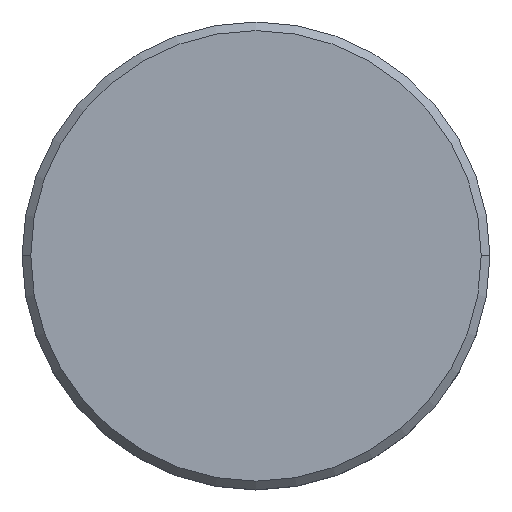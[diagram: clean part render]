
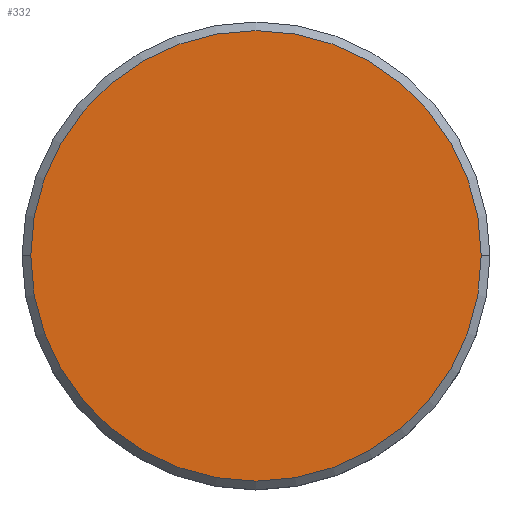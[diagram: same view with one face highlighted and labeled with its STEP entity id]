
A CAD part, top view. The second image highlights one B-rep face of the part: STEP entity #332.
In plain terms, the highlighted planar face has unit normal (0, 0, 1).
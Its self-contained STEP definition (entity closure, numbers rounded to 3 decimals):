
#2 = DIRECTION ( 'NONE',  ( 0., 0., 1. ) ) ;
#9 = ORIENTED_EDGE ( 'NONE', *, *, #96, .T. ) ;
#48 = PLANE ( 'NONE',  #264 ) ;
#88 = DIRECTION ( 'NONE',  ( 1., 0., 0. ) ) ;
#96 = EDGE_CURVE ( 'NONE', #140, #324, #188, .T. ) ;
#139 = EDGE_LOOP ( 'NONE', ( #9, #470 ) ) ;
#140 = VERTEX_POINT ( 'NONE', #193 ) ;
#188 = CIRCLE ( 'NONE', #303, 13. ) ;
#193 = CARTESIAN_POINT ( 'NONE',  ( -13., 0., 0. ) ) ;
#206 = EDGE_CURVE ( 'NONE', #324, #140, #223, .T. ) ;
#223 = CIRCLE ( 'NONE', #346, 13. ) ;
#264 = AXIS2_PLACEMENT_3D ( 'NONE', #339, #380, #464 ) ;
#276 = CARTESIAN_POINT ( 'NONE',  ( 0., 0., 0. ) ) ;
#303 = AXIS2_PLACEMENT_3D ( 'NONE', #556, #591, #365 ) ;
#324 = VERTEX_POINT ( 'NONE', #563 ) ;
#332 = ADVANCED_FACE ( 'NONE', ( #560 ), #48, .T. ) ;
#339 = CARTESIAN_POINT ( 'NONE',  ( 0., 0., 0. ) ) ;
#346 = AXIS2_PLACEMENT_3D ( 'NONE', #276, #2, #88 ) ;
#365 = DIRECTION ( 'NONE',  ( 1., 0., 0. ) ) ;
#380 = DIRECTION ( 'NONE',  ( 0., 0., 1. ) ) ;
#464 = DIRECTION ( 'NONE',  ( 1., 0., 0. ) ) ;
#470 = ORIENTED_EDGE ( 'NONE', *, *, #206, .T. ) ;
#556 = CARTESIAN_POINT ( 'NONE',  ( 0., 0., 0. ) ) ;
#560 = FACE_OUTER_BOUND ( 'NONE', #139, .T. ) ;
#563 = CARTESIAN_POINT ( 'NONE',  ( 13., 0., 0. ) ) ;
#591 = DIRECTION ( 'NONE',  ( 0., 0., 1. ) ) ;
